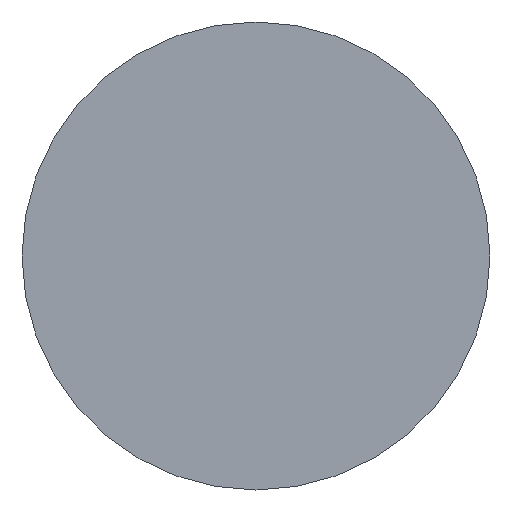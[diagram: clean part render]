
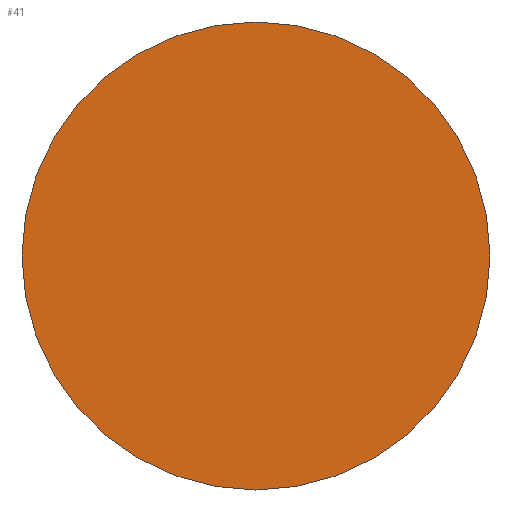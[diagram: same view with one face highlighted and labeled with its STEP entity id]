
A CAD part, left-side view. The second image highlights one B-rep face of the part: STEP entity #41.
In plain terms, the highlighted planar face has unit normal (-1, 0, 0).
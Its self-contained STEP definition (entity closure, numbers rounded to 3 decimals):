
#19=PLANE($,#49);
#23=FACE_OUTER_BOUND($,#27,.T.);
#27=EDGE_LOOP($,(#37));
#28=CIRCLE($,#46,2.95);
#30=VERTEX_POINT($,#64);
#32=EDGE_CURVE($,#30,#30,#28,.T.);
#37=ORIENTED_EDGE($,*,*,#32,.T.);
#41=ADVANCED_FACE($,(#23),#19,.T.);
#46=AXIS2_PLACEMENT_3D($,#65,#54,#55);
#49=AXIS2_PLACEMENT_3D($,#69,#60,#61);
#54=DIRECTION('center_axis',(-1.,0.,0.));
#55=DIRECTION('ref_axis',(0.,-1.,0.));
#60=DIRECTION('center_axis',(-1.,0.,0.));
#61=DIRECTION('ref_axis',(0.,0.,1.));
#64=CARTESIAN_POINT('',(-9.7,2.95,3.15));
#65=CARTESIAN_POINT('Origin',(-9.7,0.,3.15));
#69=CARTESIAN_POINT('Origin',(-9.7,0.,3.15));
